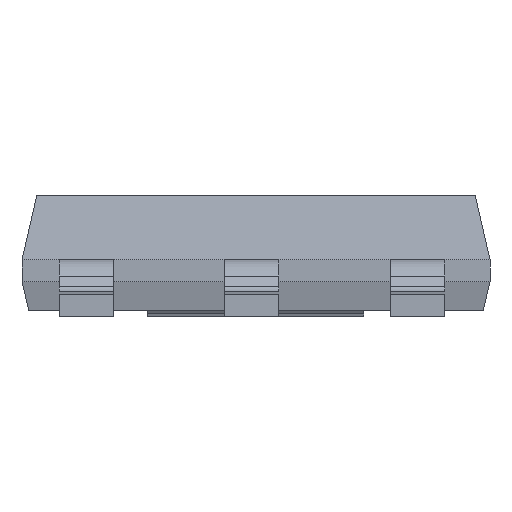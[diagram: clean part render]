
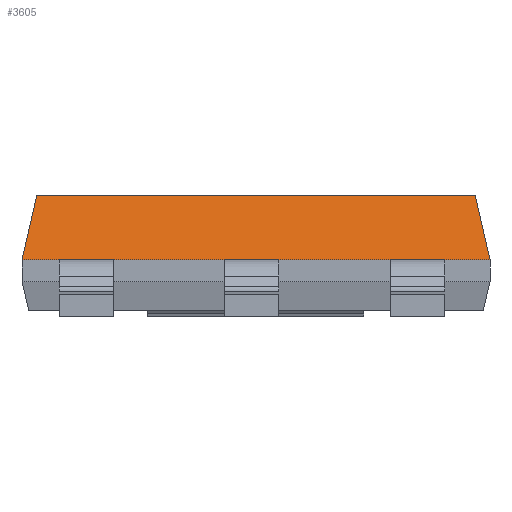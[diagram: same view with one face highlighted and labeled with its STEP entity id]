
A CAD part, front view. The second image highlights one B-rep face of the part: STEP entity #3605.
In plain terms, the highlighted planar face has unit normal (0, -0.974, 0.225).
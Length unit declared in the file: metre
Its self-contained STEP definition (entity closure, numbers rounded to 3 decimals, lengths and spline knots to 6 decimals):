
#1425 = EDGE_CURVE( '', #4071, #4161, #4162, .T. );
#1529 = EDGE_CURVE( '', #4347, #4348, #4349, .T. );
#1855 = EDGE_CURVE( '', #4347, #4071, #4914, .T. );
#3605 = ADVANCED_FACE( '', ( #7257 ), #7258, .T. );
#3993 = EDGE_CURVE( '', #4348, #4161, #7706, .T. );
#4071 = VERTEX_POINT( '', #7787 );
#4161 = VERTEX_POINT( '', #7914 );
#4162 = LINE( '', #7915, #7916 );
#4347 = VERTEX_POINT( '', #8191 );
#4348 = VERTEX_POINT( '', #8192 );
#4349 = LINE( '', #8193, #8194 );
#4914 = LINE( '', #9020, #9021 );
#7257 = FACE_OUTER_BOUND( '', #12812, .T. );
#7258 = PLANE( '', #12813 );
#7706 = LINE( '', #13581, #13582 );
#7787 = CARTESIAN_POINT( '', ( 0.00325, -0.00175, 0.000787 ) );
#7914 = CARTESIAN_POINT( '', ( 0.003045, -0.001545, 0.001676 ) );
#7915 = CARTESIAN_POINT( '', ( 0.00325, -0.00175, 0.000787 ) );
#7916 = VECTOR( '', #13738, 1. );
#8191 = CARTESIAN_POINT( '', ( -0.00325, -0.00175, 0.000787 ) );
#8192 = CARTESIAN_POINT( '', ( -0.003045, -0.001545, 0.001676 ) );
#8193 = CARTESIAN_POINT( '', ( -0.00325, -0.00175, 0.000787 ) );
#8194 = VECTOR( '', #13906, 1. );
#9020 = CARTESIAN_POINT( '', ( -0.00325, -0.00175, 0.000787 ) );
#9021 = VECTOR( '', #14413, 1. );
#12812 = EDGE_LOOP( '', ( #17562, #17563, #17564, #17565 ) );
#12813 = AXIS2_PLACEMENT_3D( '', #17566, #17567, #17568 );
#13581 = CARTESIAN_POINT( '', ( -0.003045, -0.001545, 0.001676 ) );
#13582 = VECTOR( '', #18258, 1. );
#13738 = DIRECTION( '', ( -0.219, 0.219, 0.951 ) );
#13906 = DIRECTION( '', ( 0.219, 0.219, 0.951 ) );
#14413 = DIRECTION( '', ( 1., 0., 0. ) );
#17562 = ORIENTED_EDGE( '', *, *, #1855, .T. );
#17563 = ORIENTED_EDGE( '', *, *, #1425, .T. );
#17564 = ORIENTED_EDGE( '', *, *, #3993, .F. );
#17565 = ORIENTED_EDGE( '', *, *, #1529, .F. );
#17566 = CARTESIAN_POINT( '', ( -0.00325, -0.00175, 0.000787 ) );
#17567 = DIRECTION( '', ( 0., -0.974, 0.225 ) );
#17568 = DIRECTION( '', ( -1., 0., 0. ) );
#18258 = DIRECTION( '', ( 1., 0., 0. ) );
